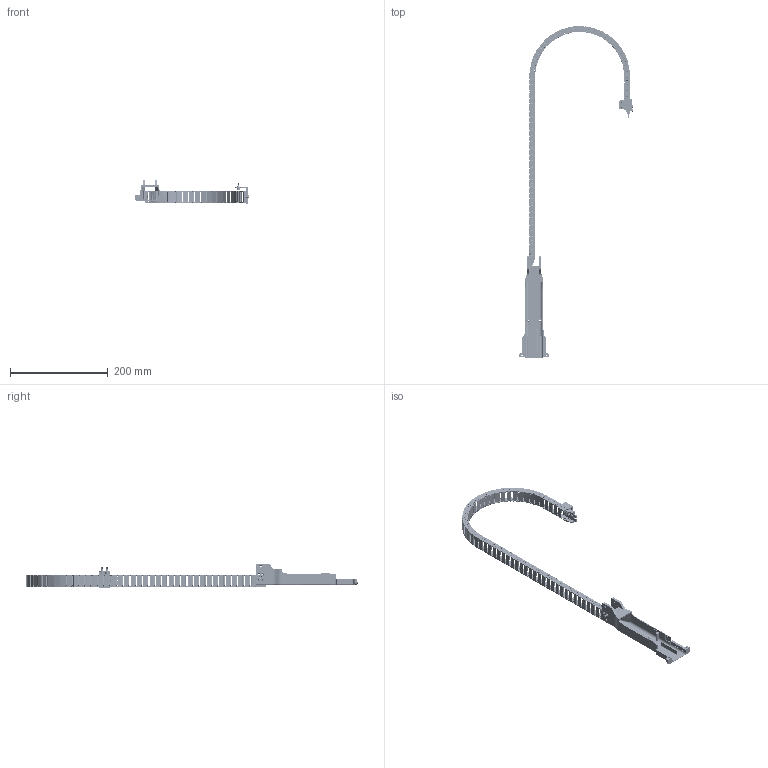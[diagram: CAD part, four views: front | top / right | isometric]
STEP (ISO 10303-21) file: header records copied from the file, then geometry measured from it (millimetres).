
FILE_DESCRIPTION (( 'STEP AP214' ), '1' );
FILE_NAME ('0186-2441_250305_GM51-37x120-TC-26x12.5.STEP', '2025-03-05T14:23:44', ( '' ), ( '' ), 'SwSTEP 2.0', 'SolidWorks 2024', '' );
FILE_SCHEMA (( 'AUTOMOTIVE_DESIGN' ));
Length unit declared in the file: millimetre
Products named in the file (10): 0230-0980_M3-6K-Mutter-Typ1; 0160-4742_FA!FI-MONO0130.20.28; 0160-4743_MA!MI-MONO0130.20.28; 0160-4744_KG-MONO0130.20.28; 0180-3256_Z01k-TCW-GM50; 0230-0040_Zyl.-Schr_I-6kt_M4x10_8.8_v-b; 0230-1040_Senk.-Schr_I-6rd_M3x10_INOX; 0160-5099_GM51k-37x120_SDR-TCS; 0186-2441_250305_GM51-37x120-TC-26x12.5; 0230-0463_Lins.-Schr_I-6rd_M3x8_8.8_v-b
Assembly tree (70 placements, depth 2):
  0186-2441_250305_GM51-37x120-TC-26x12.5
    0160-5099_GM51k-37x120_SDR-TCS
    0180-3256_Z01k-TCW-GM50
    0160-4742_FA!FI-MONO0130.20.28
    0160-4743_MA!MI-MONO0130.20.28
    0160-4744_KG-MONO0130.20.28  x56
    0230-0463_Lins.-Schr_I-6rd_M3x8_8.8_v-b  x2
    0230-1040_Senk.-Schr_I-6rd_M3x10_INOX  x2
    0230-0980_M3-6K-Mutter-Typ1  x4
    0230-0040_Zyl.-Schr_I-6kt_M4x10_8.8_v-b  x2
Bounding box: 235.2 x 680.88 x 51 mm (x, y, z)
Volume: 129711.4 mm3; surface area: 172172.4 mm2
Topology: 126 solids, 126 shells, 10287 faces, 29433 edges, 19385 vertices
Faces by surface type: plane 7139, cylinder 2708, cone 354, torus 40, bspline 40, sphere 6
Full cylindrical faces by diameter (mm): 2.5 x20, 2.9 x4, 3 x38, 3.2 x4, 3.6 x12, 4 x24, 4.3 x2, 4.5 x114, 4.55 x114, 5.5 x2, 6 x4, 7 x2
Entity records: 30331 total; most frequent: CARTESIAN_POINT 6383, DIRECTION 4644, ORIENTED_EDGE 4266, EDGE_CURVE 2133, AXIS2_PLACEMENT_3D 1709, VERTEX_POINT 1403, LINE 1226, VECTOR 1226
